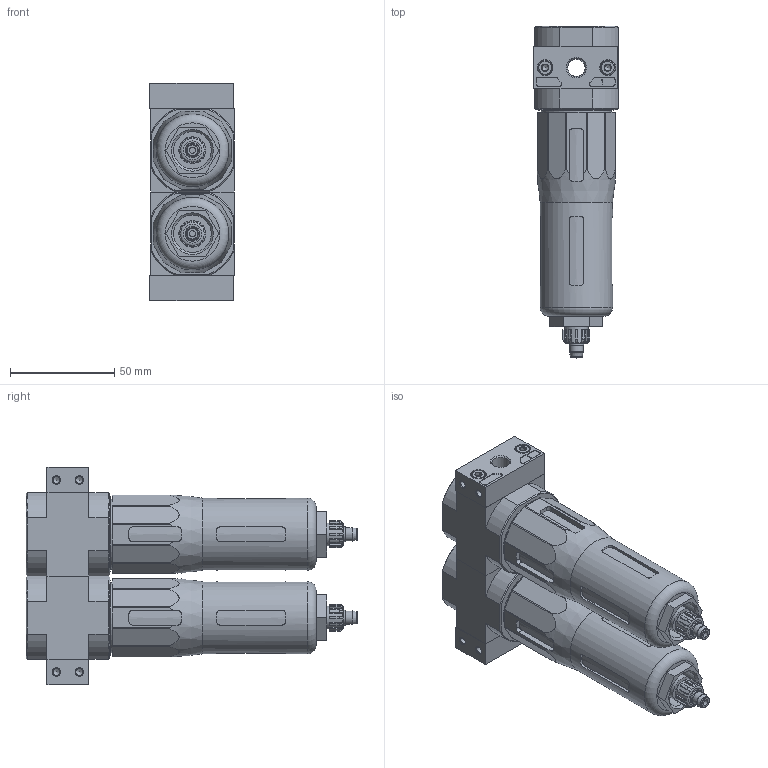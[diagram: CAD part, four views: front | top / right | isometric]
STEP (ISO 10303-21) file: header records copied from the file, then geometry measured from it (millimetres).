
FILE_DESCRIPTION(/* description */ ('STEP AP214'),/* implementation_level */ '2;1');
FILE_NAME(/* name */ '162658_LFMBA-1_8-D-MINI',/* time_stamp */ '2024-09-03T16:44:22+02:00',/* author */ ('License CC BY-ND 4.0'),/* organization */ ('CADENAS'),/* preprocessor_version */ 'ST-DEVELOPER v19.3',/* originating_system */ 'PARTsolutions',/* authorisation */ ' ');
FILE_SCHEMA (('AUTOMOTIVE_DESIGN {1 0 10303 214 3 1 1}'));
Length unit declared in the file: millimetre
Products named in the file (9): 162658 LFMBA-1/8-D-MINI; 380285 PBL-1/8-D-MINI-L---(1) p1; DIN-912 - M4x16(F); 380287 PBL-1/8-D-MINI-R---(0) p1; 126037 LFMB-D-MINI; 648415 LF; 359787 LF-D-MINI; 126036 LFMA-D-MINI; 355622 FRB-D-MINI
Assembly tree (14 placements, depth 2):
  162658 LFMBA-1/8-D-MINI
    380285 PBL-1/8-D-MINI-L---(1) p1
    DIN-912 - M4x16(F)  x4
    380287 PBL-1/8-D-MINI-R---(0) p1
    126037 LFMB-D-MINI
    648415 LF  x2
    359787 LF-D-MINI  x2
    126036 LFMA-D-MINI
    355622 FRB-D-MINI  x2
Bounding box: 40.4 x 159 x 104 mm (x, y, z)
Volume: 326891.6 mm3; surface area: 66090.5 mm2
Topology: 14 solids, 14 shells, 746 faces, 1806 edges, 1144 vertices
Faces by surface type: plane 373, cylinder 223, cone 134, torus 16
Full cylindrical faces by diameter (mm): 2.9 x2, 3 x2, 3.242 x10, 4 x6, 5.2 x6, 5.6 x2, 6 x2, 6.3 x4, 6.4 x2, 6.5 x2, 6.8 x2, 7 x4, 7.1 x2, 8.566 x2, 9 x2, 11 x2, 11.2 x2, 12.2 x3, 12.6 x2, 15.7 x1, 15.9 x2, 18 x2, 34.7 x2, 36 x2, 37 x2
Entity records: 19199 total; most frequent: CARTESIAN_POINT 3764, DIRECTION 2612, ORIENTED_EDGE 2564, EDGE_CURVE 1282, AXIS2_PLACEMENT_3D 1006, VERTEX_POINT 896, FACE_BOUND 750, EDGE_LOOP 742
